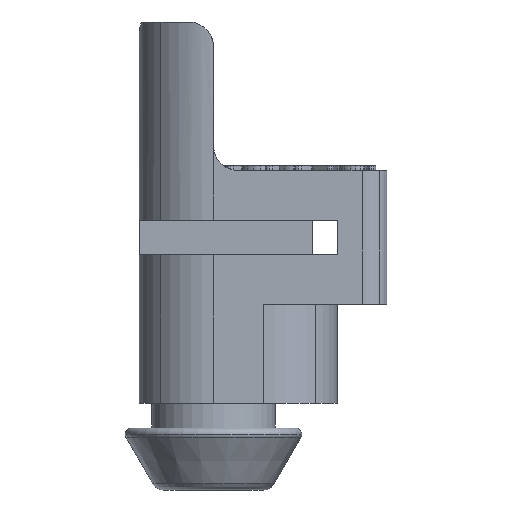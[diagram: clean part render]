
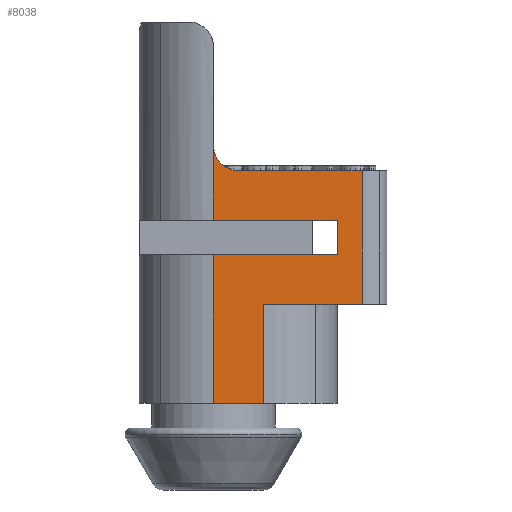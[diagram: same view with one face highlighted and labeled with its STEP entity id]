
A CAD part, front view. The second image highlights one B-rep face of the part: STEP entity #8038.
In plain terms, the highlighted planar face has unit normal (0, -1, 0).
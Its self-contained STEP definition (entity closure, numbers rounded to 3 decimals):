
#367=CARTESIAN_POINT('',(-2.0,-5.0,0.6));
#368=VERTEX_POINT('',#367);
#376=CARTESIAN_POINT('',(-2.0,-5.,3.6));
#377=VERTEX_POINT('',#376);
#378=CARTESIAN_POINT('',(-2.0,-5.0,0.6));
#379=DIRECTION('',(0.0,0.0,1.0));
#380=VECTOR('',#379,3.0);
#381=LINE('',#378,#380);
#382=EDGE_CURVE('',#368,#377,#381,.T.);
#565=CARTESIAN_POINT('',(0.0,-5.0,-2.8));
#566=VERTEX_POINT('',#565);
#574=CARTESIAN_POINT('',(0.0,-5.0,-6.8));
#575=VERTEX_POINT('',#574);
#576=CARTESIAN_POINT('',(0.0,-5.0,-2.8));
#577=DIRECTION('',(0.0,0.0,-1.0));
#578=VECTOR('',#577,4.0);
#579=LINE('',#576,#578);
#580=EDGE_CURVE('',#566,#575,#579,.T.);
#765=CARTESIAN_POINT('',(-1.707,-5.,2.893));
#766=VERTEX_POINT('',#765);
#788=CARTESIAN_POINT('',(-1.0,-5.,3.6));
#789=DIRECTION('',(0.0,-1.,0.0));
#790=DIRECTION('',(-0.707,0.0,-0.707));
#791=AXIS2_PLACEMENT_3D('',#788,#789,#790);
#792=CIRCLE('',#791,1.);
#793=EDGE_CURVE('',#377,#766,#792,.T.);
#7719=CARTESIAN_POINT('',(-1.0,-5.0,2.6));
#7720=VERTEX_POINT('',#7719);
#7727=CARTESIAN_POINT('',(4.0,-5.0,2.6));
#7728=VERTEX_POINT('',#7727);
#7729=CARTESIAN_POINT('',(4.0,-5.0,2.6));
#7730=DIRECTION('',(-1.0,0.0,0.0));
#7731=VECTOR('',#7730,5.0);
#7732=LINE('',#7729,#7731);
#7733=EDGE_CURVE('',#7728,#7720,#7732,.T.);
#7957=CARTESIAN_POINT('',(4.0,-5.0,-2.8));
#7958=VERTEX_POINT('',#7957);
#7959=CARTESIAN_POINT('',(4.0,-5.0,2.6));
#7960=DIRECTION('',(0.0,0.0,-1.0));
#7961=VECTOR('',#7960,5.4);
#7962=LINE('',#7959,#7961);
#7963=EDGE_CURVE('',#7728,#7958,#7962,.T.);
#7975=CARTESIAN_POINT('',(5.0,-5.0,-2.8));
#7976=DIRECTION('',(0.0,-1.0,0.0));
#7977=DIRECTION('',(0.0,0.0,-1.0));
#7978=AXIS2_PLACEMENT_3D('',#7975,#7976,#7977);
#7979=PLANE('',#7978);
#7980=ORIENTED_EDGE('',*,*,#7963,.F.);
#7981=ORIENTED_EDGE('',*,*,#7733,.T.);
#7982=CARTESIAN_POINT('',(-1.0,-5.,3.6));
#7983=DIRECTION('',(0.0,-1.,0.0));
#7984=DIRECTION('',(-0.707,0.0,-0.707));
#7985=AXIS2_PLACEMENT_3D('',#7982,#7983,#7984);
#7986=CIRCLE('',#7985,1.);
#7987=EDGE_CURVE('',#766,#7720,#7986,.T.);
#7988=ORIENTED_EDGE('',*,*,#7987,.F.);
#7989=ORIENTED_EDGE('',*,*,#793,.F.);
#7990=ORIENTED_EDGE('',*,*,#382,.F.);
#7991=CARTESIAN_POINT('',(3.0,-5.0,0.6));
#7992=VERTEX_POINT('',#7991);
#7993=CARTESIAN_POINT('',(-2.0,-5.0,0.6));
#7994=DIRECTION('',(1.0,0.0,0.0));
#7995=VECTOR('',#7994,5.0);
#7996=LINE('',#7993,#7995);
#7997=EDGE_CURVE('',#368,#7992,#7996,.T.);
#7998=ORIENTED_EDGE('',*,*,#7997,.T.);
#7999=CARTESIAN_POINT('',(3.0,-5.0,-0.8));
#8000=VERTEX_POINT('',#7999);
#8001=CARTESIAN_POINT('',(3.0,-5.0,0.6));
#8002=DIRECTION('',(0.0,0.0,-1.0));
#8003=VECTOR('',#8002,1.4);
#8004=LINE('',#8001,#8003);
#8005=EDGE_CURVE('',#7992,#8000,#8004,.T.);
#8006=ORIENTED_EDGE('',*,*,#8005,.T.);
#8007=CARTESIAN_POINT('',(-2.0,-5.0,-0.8));
#8008=VERTEX_POINT('',#8007);
#8009=CARTESIAN_POINT('',(3.0,-5.0,-0.8));
#8010=DIRECTION('',(-1.0,0.0,0.0));
#8011=VECTOR('',#8010,5.0);
#8012=LINE('',#8009,#8011);
#8013=EDGE_CURVE('',#8000,#8008,#8012,.T.);
#8014=ORIENTED_EDGE('',*,*,#8013,.T.);
#8015=CARTESIAN_POINT('',(-2.0,-5.0,-6.8));
#8016=VERTEX_POINT('',#8015);
#8017=CARTESIAN_POINT('',(-2.0,-5.0,-6.8));
#8018=DIRECTION('',(0.0,0.0,1.0));
#8019=VECTOR('',#8018,6.0);
#8020=LINE('',#8017,#8019);
#8021=EDGE_CURVE('',#8016,#8008,#8020,.T.);
#8022=ORIENTED_EDGE('',*,*,#8021,.F.);
#8023=CARTESIAN_POINT('',(-2.0,-5.0,-6.8));
#8024=DIRECTION('',(1.0,0.0,0.0));
#8025=VECTOR('',#8024,2.0);
#8026=LINE('',#8023,#8025);
#8027=EDGE_CURVE('',#8016,#575,#8026,.T.);
#8028=ORIENTED_EDGE('',*,*,#8027,.T.);
#8029=ORIENTED_EDGE('',*,*,#580,.F.);
#8030=CARTESIAN_POINT('',(4.0,-5.0,-2.8));
#8031=DIRECTION('',(-1.0,0.0,0.0));
#8032=VECTOR('',#8031,4.0);
#8033=LINE('',#8030,#8032);
#8034=EDGE_CURVE('',#7958,#566,#8033,.T.);
#8035=ORIENTED_EDGE('',*,*,#8034,.F.);
#8036=EDGE_LOOP('',(#7980,#7981,#7988,#7989,#7990,#7998,#8006,#8014,#8022,#8028,#8029,#8035));
#8037=FACE_OUTER_BOUND('',#8036,.T.);
#8038=ADVANCED_FACE('',(#8037),#7979,.T.);
